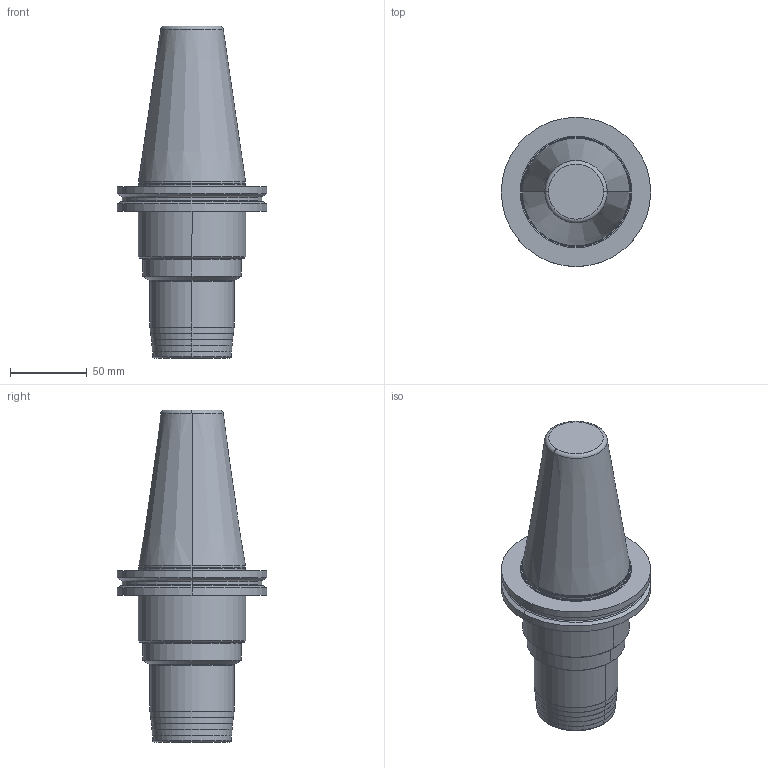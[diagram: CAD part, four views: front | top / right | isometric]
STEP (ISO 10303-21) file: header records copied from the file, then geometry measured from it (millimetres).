
FILE_DESCRIPTION((''),'2;1');
FILE_NAME('606658581-000-01-E43','2017-12-04T',('reuterm'),(''),'PRO/ENGINEER BY PARAMETRIC TECHNOLOGY CORPORATION, 2011220','PRO/ENGINEER BY PARAMETRIC TECHNOLOGY CORPORATION, 2011220','');
FILE_SCHEMA(('AUTOMOTIVE_DESIGN_CC2 { 1 2 10303 214 -1 1 5 2 }'));
Length unit declared in the file: millimetre
Products named in the file (1): 606658581-000-01-E43
Bounding box: 97.5 x 97.5 x 216.75 mm (x, y, z)
Volume: 626461 mm3; surface area: 58504.7 mm2
Topology: 1 solids, 1 shells, 92 faces, 346 edges, 274 vertices
Faces by surface type: torus 34, cone 26, cylinder 18, plane 14
Entity records: 4578 total; most frequent: DIRECTION 729, CARTESIAN_POINT 546, ORIENTED_EDGE 364, PRESENTATION_STYLE_ASSIGNMENT 357, STYLED_ITEM 357, CURVE_STYLE 353, AXIS2_PLACEMENT_3D 287, CIRCLE 191
